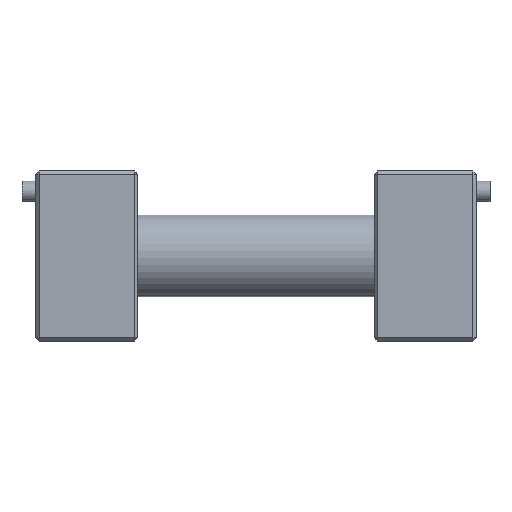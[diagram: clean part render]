
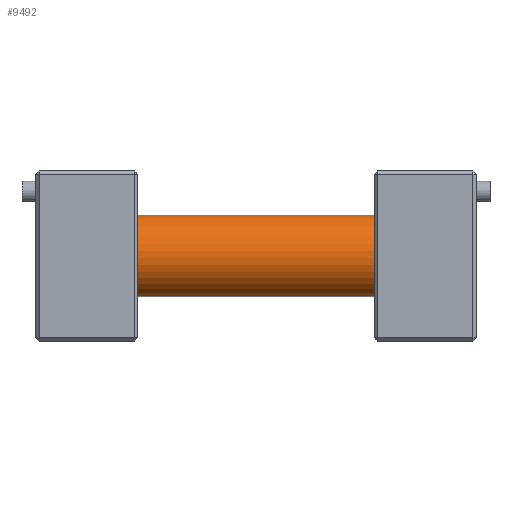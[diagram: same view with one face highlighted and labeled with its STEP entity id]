
A CAD part, front view. The second image highlights one B-rep face of the part: STEP entity #9492.
In plain terms, the highlighted cylindrical face has radius 12.5 mm (diameter 25 mm), a partial arc.
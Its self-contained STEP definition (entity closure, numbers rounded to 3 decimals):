
#1137=LINE('',#12845,#1941);
#1138=LINE('',#12849,#1942);
#1941=VECTOR('',#10909,10.);
#1942=VECTOR('',#10914,10.);
#2737=CYLINDRICAL_SURFACE('',#10227,12.5);
#2806=FACE_OUTER_BOUND('',#3369,.T.);
#3369=EDGE_LOOP('',(#6686,#6687,#6688,#6689));
#3988=CIRCLE('',#10203,12.5);
#4000=CIRCLE('',#10228,12.5);
#4177=VERTEX_POINT('',#12759);
#4178=VERTEX_POINT('',#12764);
#4195=VERTEX_POINT('',#12844);
#4196=VERTEX_POINT('',#12848);
#5157=EDGE_CURVE('',#4178,#4177,#3988,.T.);
#5184=EDGE_CURVE('',#4177,#4195,#1137,.T.);
#5186=EDGE_CURVE('',#4178,#4196,#1138,.T.);
#5187=EDGE_CURVE('',#4195,#4196,#4000,.T.);
#6686=ORIENTED_EDGE('',*,*,#5157,.F.);
#6687=ORIENTED_EDGE('',*,*,#5186,.T.);
#6688=ORIENTED_EDGE('',*,*,#5187,.F.);
#6689=ORIENTED_EDGE('',*,*,#5184,.F.);
#9492=ADVANCED_FACE('',(#2806),#2737,.T.);
#10203=AXIS2_PLACEMENT_3D('',#12765,#10851,#10852);
#10227=AXIS2_PLACEMENT_3D('',#12847,#10912,#10913);
#10228=AXIS2_PLACEMENT_3D('',#12850,#10915,#10916);
#10851=DIRECTION('center_axis',(1.,0.,0.));
#10852=DIRECTION('ref_axis',(0.,-0.999,0.042));
#10909=DIRECTION('',(-1.,0.,0.));
#10912=DIRECTION('center_axis',(1.,0.,0.));
#10913=DIRECTION('ref_axis',(0.,0.28,-0.96));
#10914=DIRECTION('',(-1.,0.,0.));
#10915=DIRECTION('center_axis',(-1.,0.,0.));
#10916=DIRECTION('ref_axis',(0.,-0.999,0.042));
#12759=CARTESIAN_POINT('',(-1.5,-4.488,-11.667));
#12764=CARTESIAN_POINT('',(-1.5,-3.5,12.));
#12765=CARTESIAN_POINT('Origin',(-1.5,0.,0.));
#12844=CARTESIAN_POINT('',(-88.,-4.488,-11.667));
#12845=CARTESIAN_POINT('',(0.,-4.488,-11.667));
#12847=CARTESIAN_POINT('Origin',(0.,0.,0.));
#12848=CARTESIAN_POINT('',(-88.,-3.5,12.));
#12849=CARTESIAN_POINT('',(0.,-3.5,12.));
#12850=CARTESIAN_POINT('Origin',(-88.,0.,0.));
